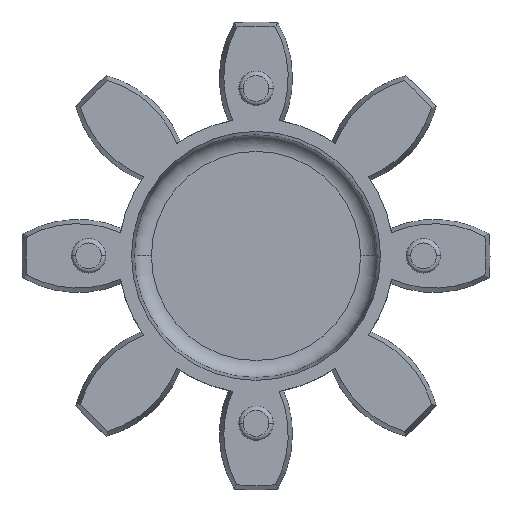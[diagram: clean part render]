
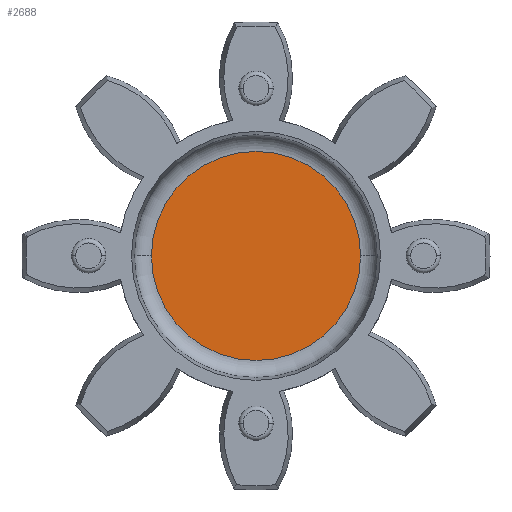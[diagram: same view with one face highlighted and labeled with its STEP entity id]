
A CAD part, top view. The second image highlights one B-rep face of the part: STEP entity #2688.
In plain terms, the highlighted planar face has unit normal (0, 0, 1).
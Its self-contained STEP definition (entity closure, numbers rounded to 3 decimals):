
#7 = EDGE_CURVE ( 'NONE', #1991, #1174, #2369, .T. ) ;
#35 = ORIENTED_EDGE ( 'NONE', *, *, #3641, .T. ) ;
#67 = ORIENTED_EDGE ( 'NONE', *, *, #7, .T. ) ;
#83 = CIRCLE ( 'NONE', #1530, 12.174 ) ;
#378 = DIRECTION ( 'NONE',  ( 1., 0., 0. ) ) ;
#668 = PLANE ( 'NONE',  #2971 ) ;
#755 = DIRECTION ( 'NONE',  ( 0., 0., 1. ) ) ;
#1174 = VERTEX_POINT ( 'NONE', #1565 ) ;
#1530 = AXIS2_PLACEMENT_3D ( 'NONE', #2365, #2315, #378 ) ;
#1565 = CARTESIAN_POINT ( 'NONE',  ( 12.174, 0., 1.5 ) ) ;
#1991 = VERTEX_POINT ( 'NONE', #4062 ) ;
#2051 = DIRECTION ( 'NONE',  ( 1., 0., 0. ) ) ;
#2315 = DIRECTION ( 'NONE',  ( 0., 0., 1. ) ) ;
#2365 = CARTESIAN_POINT ( 'NONE',  ( 0., 0., 1.5 ) ) ;
#2369 = CIRCLE ( 'NONE', #3189, 12.174 ) ;
#2573 = FACE_OUTER_BOUND ( 'NONE', #4238, .T. ) ;
#2688 = ADVANCED_FACE ( 'NONE', ( #2573 ), #668, .T. ) ;
#2811 = CARTESIAN_POINT ( 'NONE',  ( 0., 0., 1.5 ) ) ;
#2971 = AXIS2_PLACEMENT_3D ( 'NONE', #3274, #755, #3044 ) ;
#3044 = DIRECTION ( 'NONE',  ( 1., 0., 0. ) ) ;
#3047 = DIRECTION ( 'NONE',  ( 0., 0., 1. ) ) ;
#3189 = AXIS2_PLACEMENT_3D ( 'NONE', #2811, #3047, #2051 ) ;
#3274 = CARTESIAN_POINT ( 'NONE',  ( 0., 0., 1.5 ) ) ;
#3641 = EDGE_CURVE ( 'NONE', #1174, #1991, #83, .T. ) ;
#4062 = CARTESIAN_POINT ( 'NONE',  ( -12.174, 0., 1.5 ) ) ;
#4238 = EDGE_LOOP ( 'NONE', ( #35, #67 ) ) ;
